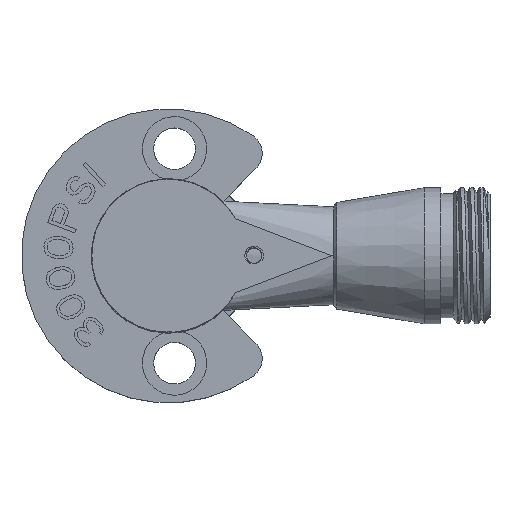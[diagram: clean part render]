
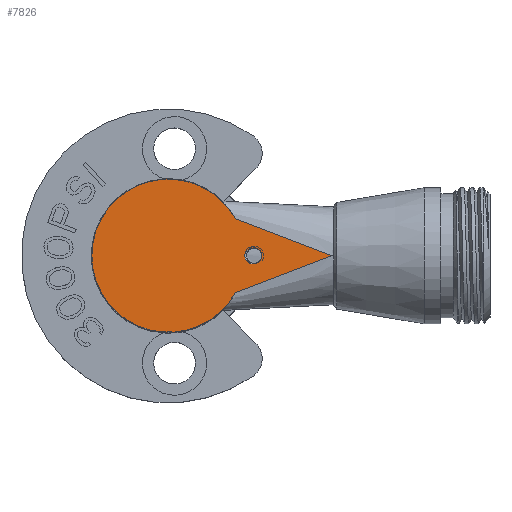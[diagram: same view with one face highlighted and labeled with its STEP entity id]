
A CAD part, top view. The second image highlights one B-rep face of the part: STEP entity #7826.
In plain terms, the highlighted planar face has unit normal (0, 0, 1).
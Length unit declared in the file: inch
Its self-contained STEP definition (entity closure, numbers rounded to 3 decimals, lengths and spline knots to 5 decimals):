
#1=DIRECTION('',(-0.933,-0.359,0.));
#2=VECTOR('',#1,0.66151);
#3=CARTESIAN_POINT('',(1.04828,0.,1.0748));
#4=LINE('',#3,#2);
#5=DIRECTION('',(-0.933,0.359,0.));
#6=VECTOR('',#5,0.66151);
#7=CARTESIAN_POINT('',(1.04828,0.,1.0748));
#8=LINE('',#7,#6);
#9=CARTESIAN_POINT('',(0.5792,-0.04046,1.0748));
#10=CARTESIAN_POINT('',(0.57685,-0.0425,1.0748));
#11=CARTESIAN_POINT('',(0.57184,-0.04609,1.0748));
#12=CARTESIAN_POINT('',(0.56323,-0.05009,1.0748));
#13=CARTESIAN_POINT('',(0.55392,-0.05244,1.0748));
#14=CARTESIAN_POINT('',(0.54418,-0.05306,1.0748));
#15=CARTESIAN_POINT('',(0.53436,-0.05185,1.0748));
#16=CARTESIAN_POINT('',(0.52481,-0.04883,1.0748));
#17=CARTESIAN_POINT('',(0.51584,-0.04406,1.0748));
#18=CARTESIAN_POINT('',(0.50777,-0.03765,1.0748));
#19=CARTESIAN_POINT('',(0.50091,-0.02979,1.0748));
#20=CARTESIAN_POINT('',(0.4955,-0.02072,1.0748));
#21=CARTESIAN_POINT('',(0.49176,-0.01069,1.0748));
#22=CARTESIAN_POINT('',(0.49048,-0.00364,1.0748));
#23=CARTESIAN_POINT('',(0.49016,0.,
1.0748));
#25=CARTESIAN_POINT('',(0.49016,0.,
1.0748));
#26=CARTESIAN_POINT('',(0.49048,0.00364,1.0748));
#27=CARTESIAN_POINT('',(0.49176,0.01069,1.0748));
#28=CARTESIAN_POINT('',(0.49551,0.02073,1.0748));
#29=CARTESIAN_POINT('',(0.50091,0.0298,1.0748));
#30=CARTESIAN_POINT('',(0.50779,0.03766,1.0748));
#31=CARTESIAN_POINT('',(0.51586,0.04407,1.0748));
#32=CARTESIAN_POINT('',(0.52483,0.04884,1.0748));
#33=CARTESIAN_POINT('',(0.53439,0.05185,1.0748));
#34=CARTESIAN_POINT('',(0.54421,0.05306,1.0748));
#35=CARTESIAN_POINT('',(0.55394,0.05244,1.0748));
#36=CARTESIAN_POINT('',(0.56325,0.05008,1.0748));
#37=CARTESIAN_POINT('',(0.57185,0.04608,1.0748));
#38=CARTESIAN_POINT('',(0.57686,0.04249,1.0748));
#39=CARTESIAN_POINT('',(0.5792,0.04046,1.0748));
#1961=CARTESIAN_POINT('',(0.,0.,1.0748));
#1962=DIRECTION('',(0.,0.,1.));
#1963=DIRECTION('',(0.876,0.483,0.));
#1964=AXIS2_PLACEMENT_3D('',#1961,#1962,#1963);
#1979=CARTESIAN_POINT('',(0.,0.,1.0748));
#1980=DIRECTION('',(0.,0.,1.));
#1981=DIRECTION('',(-1.,0.,0.));
#1982=AXIS2_PLACEMENT_3D('',#1979,#1980,#1981);
#5974=CARTESIAN_POINT('',(0.55118,0.,1.0748));
#5975=DIRECTION('',(0.,0.,-1.));
#5976=DIRECTION('',(0.569,0.822,0.));
#5977=AXIS2_PLACEMENT_3D('',#5974,#5975,#5976);
#6254=CARTESIAN_POINT('',(1.04828,0.,1.0748));
#6255=CARTESIAN_POINT('',(0.43094,-0.23765,
1.0748));
#6256=VERTEX_POINT('',#6254);
#6257=VERTEX_POINT('',#6255);
#6258=CARTESIAN_POINT('',(0.43094,0.23765,
1.0748));
#6259=VERTEX_POINT('',#6258);
#6270=CARTESIAN_POINT('',(-0.49213,0.,1.0748));
#6271=VERTEX_POINT('',#6270);
#6272=VERTEX_POINT('',#9);
#6273=VERTEX_POINT('',#23);
#6274=VERTEX_POINT('',#39);
#7803=CARTESIAN_POINT('',(0.,0.,1.0748));
#7804=DIRECTION('',(0.,0.,1.));
#7805=DIRECTION('',(1.,0.,0.));
#7806=AXIS2_PLACEMENT_3D('',#7803,#7804,#7805);
#7807=PLANE('',#7806);
#7809=ORIENTED_EDGE('',*,*,#7808,.T.);
#7811=ORIENTED_EDGE('',*,*,#7810,.F.);
#7813=ORIENTED_EDGE('',*,*,#7812,.F.);
#7815=ORIENTED_EDGE('',*,*,#7814,.F.);
#7816=EDGE_LOOP('',(#7809,#7811,#7813,#7815));
#7817=FACE_OUTER_BOUND('',#7816,.F.);
#7819=ORIENTED_EDGE('',*,*,#7818,.F.);
#7821=ORIENTED_EDGE('',*,*,#7820,.F.);
#7823=ORIENTED_EDGE('',*,*,#7822,.F.);
#7824=EDGE_LOOP('',(#7819,#7821,#7823));
#7825=FACE_BOUND('',#7824,.F.);
#7826=ADVANCED_FACE('',(#7817,#7825),#7807,.T.);
#24=B_SPLINE_CURVE_WITH_KNOTS('',3,(#9,#10,#11,#12,#13,#14,#15,#16,#17,#18,#19,
#20,#21,#22,#23),.UNSPECIFIED.,.F.,.F.,(4,1,1,1,1,1,1,1,1,1,1,1,4),(0.,
0.08333,0.16667,0.25,0.33333,0.41667,
0.5,0.58333,0.66667,0.75,0.83333,
0.91667,1.),.UNSPECIFIED.);
#40=B_SPLINE_CURVE_WITH_KNOTS('',3,(#25,#26,#27,#28,#29,#30,#31,#32,#33,#34,#35,
#36,#37,#38,#39),.UNSPECIFIED.,.F.,.F.,(4,1,1,1,1,1,1,1,1,1,1,1,4),(0.,
0.08333,0.16667,0.25,0.33333,0.41667,
0.5,0.58333,0.66667,0.75,0.83333,
0.91667,1.),.UNSPECIFIED.);
#1965=CIRCLE('',#1964,0.49213);
#1983=CIRCLE('',#1982,0.49213);
#5978=CIRCLE('',#5977,0.04921);
#7808=EDGE_CURVE('',#6256,#6257,#4,.T.);
#7810=EDGE_CURVE('',#6271,#6257,#1983,.T.);
#7812=EDGE_CURVE('',#6259,#6271,#1965,.T.);
#7814=EDGE_CURVE('',#6256,#6259,#8,.T.);
#7818=EDGE_CURVE('',#6272,#6273,#24,.T.);
#7820=EDGE_CURVE('',#6274,#6272,#5978,.T.);
#7822=EDGE_CURVE('',#6273,#6274,#40,.T.);
